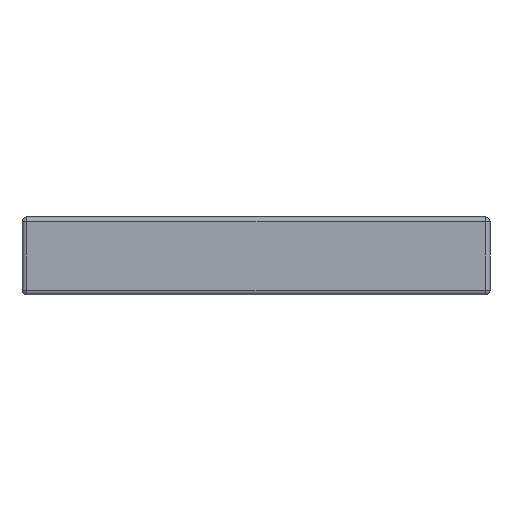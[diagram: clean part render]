
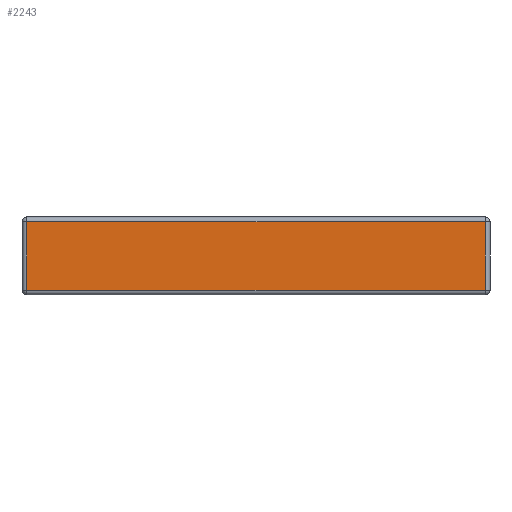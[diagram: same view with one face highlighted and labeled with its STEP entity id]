
A CAD part, left-side view. The second image highlights one B-rep face of the part: STEP entity #2243.
In plain terms, the highlighted planar face has unit normal (-1, 0, 0).
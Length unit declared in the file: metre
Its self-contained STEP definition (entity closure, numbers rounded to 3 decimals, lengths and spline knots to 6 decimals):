
#364=ORIENTED_EDGE('',*,*,#1028,.T.);
#365=ORIENTED_EDGE('',*,*,#1029,.T.);
#366=ORIENTED_EDGE('',*,*,#1030,.T.);
#367=ORIENTED_EDGE('',*,*,#1031,.T.);
#1028=EDGE_CURVE('',#1360,#1361,#1532,.T.);
#1029=EDGE_CURVE('',#1361,#1362,#1533,.T.);
#1030=EDGE_CURVE('',#1362,#1363,#1534,.F.);
#1031=EDGE_CURVE('',#1363,#1360,#1535,.F.);
#1360=VERTEX_POINT('',#3697);
#1361=VERTEX_POINT('',#3698);
#1362=VERTEX_POINT('',#3700);
#1363=VERTEX_POINT('',#3702);
#1532=LINE('',#3696,#1708);
#1533=LINE('',#3699,#1709);
#1534=LINE('',#3701,#1710);
#1535=LINE('',#3703,#1711);
#1708=VECTOR('',#2833,1.);
#1709=VECTOR('',#2834,1.);
#1710=VECTOR('',#2835,1.);
#1711=VECTOR('',#2836,1.);
#1843=EDGE_LOOP('',(#364,#365,#366,#367));
#2029=FACE_BOUND('',#1843,.T.);
#2205=PLANE('',#2434);
#2243=ADVANCED_FACE('',(#2029),#2205,.F.);
#2434=AXIS2_PLACEMENT_3D('',#3695,#2831,#2832);
#2831=DIRECTION('',(1.,0.,0.));
#2832=DIRECTION('',(0.,1.,0.));
#2833=DIRECTION('',(0.,0.,-1.));
#2834=DIRECTION('',(0.,-1.,0.));
#2835=DIRECTION('',(0.,0.,-1.));
#2836=DIRECTION('',(0.,-1.,0.));
#3695=CARTESIAN_POINT('',(-0.048,0.,0.016));
#3696=CARTESIAN_POINT('',(-0.048,0.047,0.016));
#3697=CARTESIAN_POINT('',(-0.048,0.047,0.015));
#3698=CARTESIAN_POINT('',(-0.048,0.047,0.001));
#3699=CARTESIAN_POINT('',(-0.048,0.,0.001));
#3700=CARTESIAN_POINT('',(-0.048,-0.047,0.001));
#3701=CARTESIAN_POINT('',(-0.048,-0.047,0.016));
#3702=CARTESIAN_POINT('',(-0.048,-0.047,0.015));
#3703=CARTESIAN_POINT('',(-0.048,0.048,0.015));
